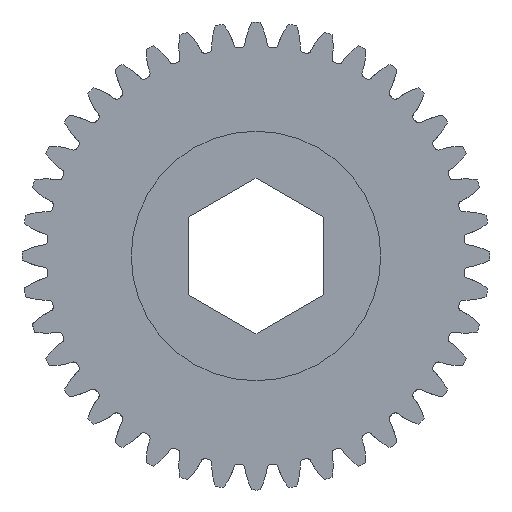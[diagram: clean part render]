
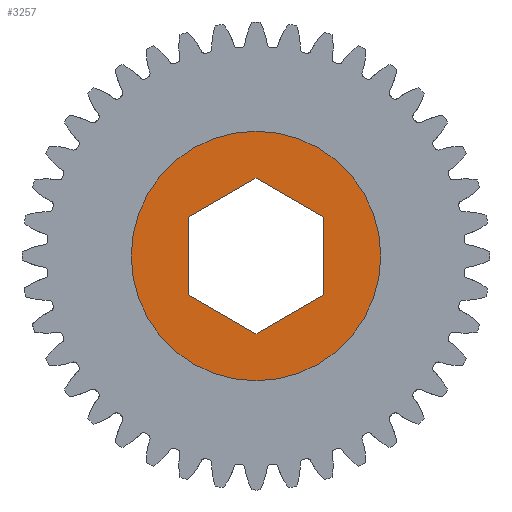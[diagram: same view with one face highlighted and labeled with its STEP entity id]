
A CAD part, left-side view. The second image highlights one B-rep face of the part: STEP entity #3257.
In plain terms, the highlighted planar face has unit normal (-1, 0, 0).
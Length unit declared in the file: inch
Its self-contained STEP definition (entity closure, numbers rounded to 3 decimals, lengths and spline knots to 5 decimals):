
#65 = ORIENTED_EDGE ( 'NONE', *, *, #14225, .F. ) ;
#301 = VERTEX_POINT ( 'NONE', #14355 ) ;
#305 = DIRECTION ( 'NONE',  ( 0., 0., -1. ) ) ;
#346 = ORIENTED_EDGE ( 'NONE', *, *, #2152, .F. ) ;
#965 = VECTOR ( 'NONE', #12967, 39.37008 ) ;
#1083 = ORIENTED_EDGE ( 'NONE', *, *, #9917, .T. ) ;
#1727 = CARTESIAN_POINT ( 'NONE',  ( -0.249, 0., 0. ) ) ;
#1842 = EDGE_CURVE ( 'NONE', #4244, #10050, #7162, .T. ) ;
#1928 = VERTEX_POINT ( 'NONE', #2577 ) ;
#2127 = EDGE_CURVE ( 'NONE', #6104, #10976, #6784, .T. ) ;
#2150 = EDGE_CURVE ( 'NONE', #12546, #12002, #12960, .T. ) ;
#2152 = EDGE_CURVE ( 'NONE', #1928, #301, #8680, .T. ) ;
#2577 = CARTESIAN_POINT ( 'NONE',  ( -0.249, 0., 0.35 ) ) ;
#2775 = LINE ( 'NONE', #9794, #10341 ) ;
#2959 = DIRECTION ( 'NONE',  ( 1., 0., 0. ) ) ;
#3017 = CARTESIAN_POINT ( 'NONE',  ( -0.249, -0.189, 0.10912 ) ) ;
#3067 = EDGE_CURVE ( 'NONE', #10976, #12546, #14270, .T. ) ;
#3119 = DIRECTION ( 'NONE',  ( 0., 0., -1. ) ) ;
#3257 = ADVANCED_FACE ( 'NONE', ( #7325, #13342 ), #8076, .F. ) ;
#3288 = CARTESIAN_POINT ( 'NONE',  ( -0.249, -0.189, -0.10912 ) ) ;
#3978 = CARTESIAN_POINT ( 'NONE',  ( -0.249, 0.189, -0.10912 ) ) ;
#4244 = VERTEX_POINT ( 'NONE', #15770 ) ;
#4268 = DIRECTION ( 'NONE',  ( 0., 0., -1. ) ) ;
#4396 = ORIENTED_EDGE ( 'NONE', *, *, #1842, .T. ) ;
#5073 = DIRECTION ( 'NONE',  ( 0., 0., 1. ) ) ;
#5117 = CIRCLE ( 'NONE', #15986, 0.35 ) ;
#5422 = DIRECTION ( 'NONE',  ( 1., 0., 0. ) ) ;
#5658 = VECTOR ( 'NONE', #5073, 39.37008 ) ;
#5696 = CARTESIAN_POINT ( 'NONE',  ( -0.249, 0., 0. ) ) ;
#5995 = VECTOR ( 'NONE', #11949, 39.37008 ) ;
#6104 = VERTEX_POINT ( 'NONE', #8389 ) ;
#6105 = DIRECTION ( 'NONE',  ( 0., -0.866, -0.5 ) ) ;
#6502 = CARTESIAN_POINT ( 'NONE',  ( -0.249, 0., 0. ) ) ;
#6643 = CARTESIAN_POINT ( 'NONE',  ( -0.249, 0., -0.21824 ) ) ;
#6784 = LINE ( 'NONE', #3017, #12004 ) ;
#7014 = LINE ( 'NONE', #8673, #5658 ) ;
#7162 = LINE ( 'NONE', #9786, #10481 ) ;
#7325 = FACE_BOUND ( 'NONE', #15508, .T. ) ;
#8076 = PLANE ( 'NONE',  #11263 ) ;
#8389 = CARTESIAN_POINT ( 'NONE',  ( -0.249, -0.189, 0.10912 ) ) ;
#8673 = CARTESIAN_POINT ( 'NONE',  ( -0.249, 0.189, -0.10912 ) ) ;
#8680 = CIRCLE ( 'NONE', #15150, 0.35 ) ;
#9115 = EDGE_CURVE ( 'NONE', #10050, #6104, #2775, .T. ) ;
#9478 = DIRECTION ( 'NONE',  ( 0., 0., -1. ) ) ;
#9786 = CARTESIAN_POINT ( 'NONE',  ( -0.249, 0.189, 0.10912 ) ) ;
#9794 = CARTESIAN_POINT ( 'NONE',  ( -0.249, 0., 0.21824 ) ) ;
#9917 = EDGE_CURVE ( 'NONE', #12002, #4244, #7014, .T. ) ;
#9960 = CARTESIAN_POINT ( 'NONE',  ( -0.249, -0.189, -0.10912 ) ) ;
#10050 = VERTEX_POINT ( 'NONE', #10058 ) ;
#10058 = CARTESIAN_POINT ( 'NONE',  ( -0.249, 0., 0.21824 ) ) ;
#10341 = VECTOR ( 'NONE', #6105, 39.37008 ) ;
#10481 = VECTOR ( 'NONE', #13294, 39.37008 ) ;
#10701 = DIRECTION ( 'NONE',  ( 1., 0., 0. ) ) ;
#10976 = VERTEX_POINT ( 'NONE', #9960 ) ;
#11263 = AXIS2_PLACEMENT_3D ( 'NONE', #5696, #10701, #9478 ) ;
#11761 = ORIENTED_EDGE ( 'NONE', *, *, #2150, .T. ) ;
#11949 = DIRECTION ( 'NONE',  ( 0., 0.866, -0.5 ) ) ;
#12002 = VERTEX_POINT ( 'NONE', #3978 ) ;
#12004 = VECTOR ( 'NONE', #3119, 39.37008 ) ;
#12253 = ORIENTED_EDGE ( 'NONE', *, *, #9115, .T. ) ;
#12546 = VERTEX_POINT ( 'NONE', #13681 ) ;
#12865 = EDGE_LOOP ( 'NONE', ( #346, #65 ) ) ;
#12960 = LINE ( 'NONE', #6643, #965 ) ;
#12967 = DIRECTION ( 'NONE',  ( 0., 0.866, 0.5 ) ) ;
#13294 = DIRECTION ( 'NONE',  ( 0., -0.866, 0.5 ) ) ;
#13342 = FACE_OUTER_BOUND ( 'NONE', #12865, .T. ) ;
#13681 = CARTESIAN_POINT ( 'NONE',  ( -0.249, 0., -0.21824 ) ) ;
#14225 = EDGE_CURVE ( 'NONE', #301, #1928, #5117, .T. ) ;
#14270 = LINE ( 'NONE', #3288, #5995 ) ;
#14355 = CARTESIAN_POINT ( 'NONE',  ( -0.249, 0., -0.35 ) ) ;
#15150 = AXIS2_PLACEMENT_3D ( 'NONE', #1727, #2959, #4268 ) ;
#15508 = EDGE_LOOP ( 'NONE', ( #4396, #12253, #15633, #15907, #11761, #1083 ) ) ;
#15633 = ORIENTED_EDGE ( 'NONE', *, *, #2127, .T. ) ;
#15770 = CARTESIAN_POINT ( 'NONE',  ( -0.249, 0.189, 0.10912 ) ) ;
#15907 = ORIENTED_EDGE ( 'NONE', *, *, #3067, .T. ) ;
#15986 = AXIS2_PLACEMENT_3D ( 'NONE', #6502, #5422, #305 ) ;
